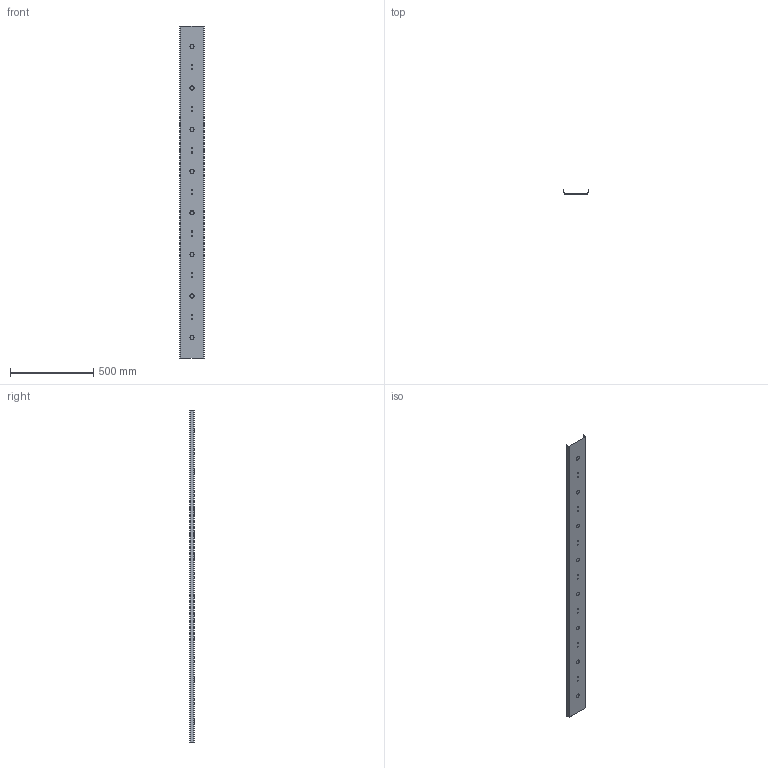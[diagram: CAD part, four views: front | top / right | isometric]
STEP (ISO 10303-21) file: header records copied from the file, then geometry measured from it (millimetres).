
FILE_DESCRIPTION (( 'STEP AP203' ), '1' );
FILE_NAME ('10-02-1583.STEP', '2013-05-06T10:04:23', ( 'asennus' ), ( '' ), 'SwSTEP 2.0', 'SolidWorks 2013', '' );
FILE_SCHEMA (( 'CONFIG_CONTROL_DESIGN' ));
Length unit declared in the file: millimetre
Products named in the file (1): 10-02-1583
Bounding box: 150 x 24.8 x 1996 mm (x, y, z)
Volume: 199346.4 mm3; surface area: 800359.1 mm2
Topology: 1 solids, 1 shells, 202 faces, 616 edges, 384 vertices
Faces by surface type: plane 118, cylinder 84
Entity records: 7085 total; most frequent: DIRECTION 1238, ORIENTED_EDGE 1232, CARTESIAN_POINT 1203, EDGE_CURVE 616, AXIS2_PLACEMENT_3D 419, VECTOR 400, LINE 400, VERTEX_POINT 384
